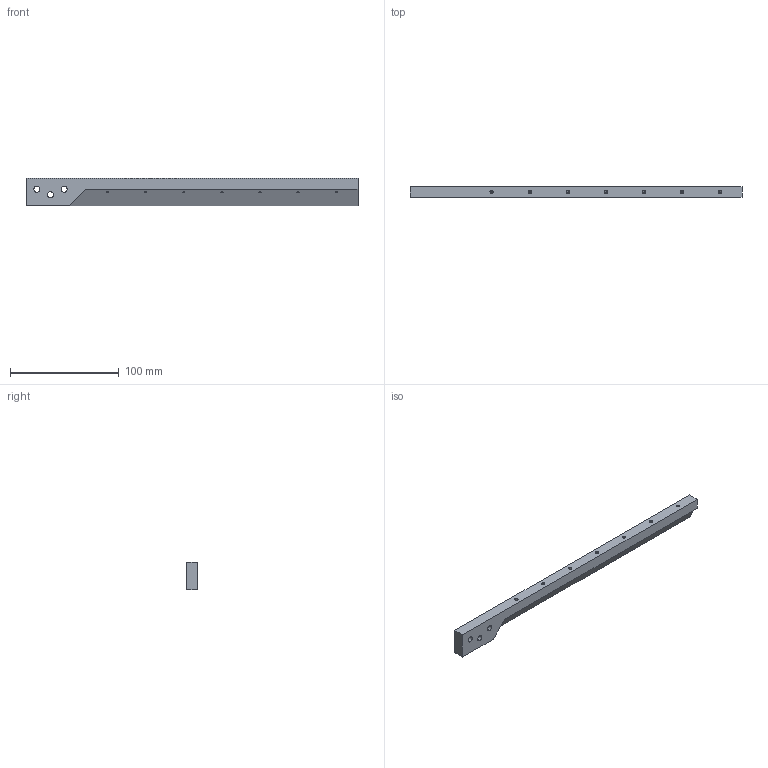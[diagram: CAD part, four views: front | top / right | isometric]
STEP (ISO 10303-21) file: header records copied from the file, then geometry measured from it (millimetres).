
FILE_DESCRIPTION (( 'STEP AP203' ), '1' );
FILE_NAME ('support lame.STEP', '2021-03-22T16:39:08', ( '' ), ( '' ), 'SwSTEP 2.0', 'SolidWorks 2016', '' );
FILE_SCHEMA (( 'CONFIG_CONTROL_DESIGN' ));
Length unit declared in the file: millimetre
Products named in the file (1): support lame
Bounding box: 305 x 10 x 25 mm (x, y, z)
Volume: 49649.2 mm3; surface area: 21373.7 mm2
Topology: 1 solids, 1 shells, 63 faces, 169 edges, 94 vertices
Faces by surface type: cone 34, cylinder 20, plane 9
Entity records: 2046 total; most frequent: CARTESIAN_POINT 425, DIRECTION 336, ORIENTED_EDGE 310, EDGE_CURVE 155, AXIS2_PLACEMENT_3D 131, VERTEX_POINT 94, EDGE_LOOP 83, LINE 74
